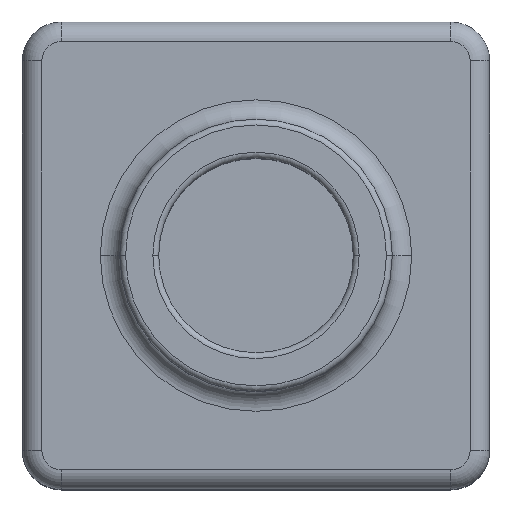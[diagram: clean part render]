
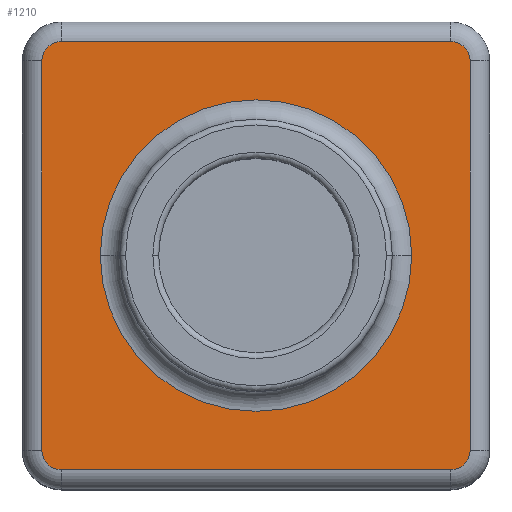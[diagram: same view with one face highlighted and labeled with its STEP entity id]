
A CAD part, top view. The second image highlights one B-rep face of the part: STEP entity #1210.
In plain terms, the highlighted planar face has unit normal (0, 0, 1).
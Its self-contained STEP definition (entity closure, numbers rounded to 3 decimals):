
#7 = VERTEX_POINT ( 'NONE', #2368 ) ;
#24 = ORIENTED_EDGE ( 'NONE', *, *, #1900, .T. ) ;
#26 = EDGE_CURVE ( 'NONE', #1484, #226, #1002, .T. ) ;
#29 = CARTESIAN_POINT ( 'NONE',  ( 10., 115., 50. ) ) ;
#33 = DIRECTION ( 'NONE',  ( 0., 0., 1. ) ) ;
#101 = ORIENTED_EDGE ( 'NONE', *, *, #968, .T. ) ;
#117 = AXIS2_PLACEMENT_3D ( 'NONE', #171, #598, #1878 ) ;
#140 = EDGE_LOOP ( 'NONE', ( #1800, #155, #2109, #405, #1866, #464, #455, #2162 ) ) ;
#155 = ORIENTED_EDGE ( 'NONE', *, *, #231, .T. ) ;
#171 = CARTESIAN_POINT ( 'NONE',  ( 60., 60., 50. ) ) ;
#200 = CIRCLE ( 'NONE', #841, 40. ) ;
#202 = AXIS2_PLACEMENT_3D ( 'NONE', #1757, #33, #224 ) ;
#223 = DIRECTION ( 'NONE',  ( 0., 0., 1. ) ) ;
#224 = DIRECTION ( 'NONE',  ( -1., 0., 0. ) ) ;
#226 = VERTEX_POINT ( 'NONE', #394 ) ;
#228 = EDGE_CURVE ( 'NONE', #7, #1941, #1138, .T. ) ;
#231 = EDGE_CURVE ( 'NONE', #226, #308, #586, .T. ) ;
#235 = CARTESIAN_POINT ( 'NONE',  ( 0., 0., 50. ) ) ;
#308 = VERTEX_POINT ( 'NONE', #1609 ) ;
#316 = CIRCLE ( 'NONE', #202, 5. ) ;
#333 = VECTOR ( 'NONE', #1177, 1000. ) ;
#394 = CARTESIAN_POINT ( 'NONE',  ( 115., 110., 50. ) ) ;
#399 = CARTESIAN_POINT ( 'NONE',  ( 10., 10., 50. ) ) ;
#405 = ORIENTED_EDGE ( 'NONE', *, *, #1200, .T. ) ;
#439 = CARTESIAN_POINT ( 'NONE',  ( 60., 60., 50. ) ) ;
#455 = ORIENTED_EDGE ( 'NONE', *, *, #788, .T. ) ;
#464 = ORIENTED_EDGE ( 'NONE', *, *, #1253, .T. ) ;
#497 = VERTEX_POINT ( 'NONE', #2007 ) ;
#511 = CIRCLE ( 'NONE', #2466, 5. ) ;
#586 = CIRCLE ( 'NONE', #1967, 5. ) ;
#598 = DIRECTION ( 'NONE',  ( 0., 0., -1. ) ) ;
#620 = FACE_BOUND ( 'NONE', #1184, .T. ) ;
#642 = AXIS2_PLACEMENT_3D ( 'NONE', #399, #978, #2043 ) ;
#671 = DIRECTION ( 'NONE',  ( -1., 0., 0. ) ) ;
#756 = CARTESIAN_POINT ( 'NONE',  ( 0., 115., 50. ) ) ;
#788 = EDGE_CURVE ( 'NONE', #497, #1460, #920, .T. ) ;
#827 = DIRECTION ( 'NONE',  ( -1., 0., 0. ) ) ;
#841 = AXIS2_PLACEMENT_3D ( 'NONE', #439, #2454, #1574 ) ;
#859 = DIRECTION ( 'NONE',  ( 0., 1., 0. ) ) ;
#920 = LINE ( 'NONE', #2411, #2204 ) ;
#936 = DIRECTION ( 'NONE',  ( 1., 0., 0. ) ) ;
#963 = CARTESIAN_POINT ( 'NONE',  ( 20., 60., 50. ) ) ;
#968 = EDGE_CURVE ( 'NONE', #2006, #1053, #200, .T. ) ;
#978 = DIRECTION ( 'NONE',  ( 0., 0., 1. ) ) ;
#990 = FACE_OUTER_BOUND ( 'NONE', #140, .T. ) ;
#1002 = LINE ( 'NONE', #1171, #1957 ) ;
#1029 = CARTESIAN_POINT ( 'NONE',  ( 100., 60., 50. ) ) ;
#1053 = VERTEX_POINT ( 'NONE', #963 ) ;
#1138 = LINE ( 'NONE', #1497, #333 ) ;
#1151 = DIRECTION ( 'NONE',  ( -1., 0., 0. ) ) ;
#1171 = CARTESIAN_POINT ( 'NONE',  ( 115., 0., 50. ) ) ;
#1177 = DIRECTION ( 'NONE',  ( 0., -1., 0. ) ) ;
#1184 = EDGE_LOOP ( 'NONE', ( #24, #101 ) ) ;
#1200 = EDGE_CURVE ( 'NONE', #1401, #7, #511, .T. ) ;
#1210 = ADVANCED_FACE ( 'NONE', ( #990, #620 ), #2134, .F. ) ;
#1253 = EDGE_CURVE ( 'NONE', #1941, #497, #1415, .T. ) ;
#1271 = VECTOR ( 'NONE', #1530, 1000. ) ;
#1321 = LINE ( 'NONE', #756, #1271 ) ;
#1352 = CARTESIAN_POINT ( 'NONE',  ( 10., 110., 50. ) ) ;
#1389 = CARTESIAN_POINT ( 'NONE',  ( 5., 10., 50. ) ) ;
#1401 = VERTEX_POINT ( 'NONE', #29 ) ;
#1412 = DIRECTION ( 'NONE',  ( 0., 0., -1. ) ) ;
#1415 = CIRCLE ( 'NONE', #642, 5. ) ;
#1460 = VERTEX_POINT ( 'NONE', #2265 ) ;
#1484 = VERTEX_POINT ( 'NONE', #1534 ) ;
#1497 = CARTESIAN_POINT ( 'NONE',  ( 5., 0., 50. ) ) ;
#1530 = DIRECTION ( 'NONE',  ( -1., 0., 0. ) ) ;
#1534 = CARTESIAN_POINT ( 'NONE',  ( 115., 10., 50. ) ) ;
#1574 = DIRECTION ( 'NONE',  ( -1., 0., 0. ) ) ;
#1609 = CARTESIAN_POINT ( 'NONE',  ( 110., 115., 50. ) ) ;
#1673 = CIRCLE ( 'NONE', #117, 40. ) ;
#1685 = DIRECTION ( 'NONE',  ( 0., 0., 1. ) ) ;
#1757 = CARTESIAN_POINT ( 'NONE',  ( 110., 10., 50. ) ) ;
#1800 = ORIENTED_EDGE ( 'NONE', *, *, #26, .T. ) ;
#1842 = EDGE_CURVE ( 'NONE', #308, #1401, #1321, .T. ) ;
#1866 = ORIENTED_EDGE ( 'NONE', *, *, #228, .T. ) ;
#1878 = DIRECTION ( 'NONE',  ( -1., 0., 0. ) ) ;
#1900 = EDGE_CURVE ( 'NONE', #1053, #2006, #1673, .T. ) ;
#1901 = CARTESIAN_POINT ( 'NONE',  ( 110., 110., 50. ) ) ;
#1941 = VERTEX_POINT ( 'NONE', #1389 ) ;
#1957 = VECTOR ( 'NONE', #859, 1000. ) ;
#1967 = AXIS2_PLACEMENT_3D ( 'NONE', #1901, #1685, #1151 ) ;
#2006 = VERTEX_POINT ( 'NONE', #1029 ) ;
#2007 = CARTESIAN_POINT ( 'NONE',  ( 10., 5., 50. ) ) ;
#2043 = DIRECTION ( 'NONE',  ( -1., 0., 0. ) ) ;
#2109 = ORIENTED_EDGE ( 'NONE', *, *, #1842, .T. ) ;
#2134 = PLANE ( 'NONE',  #2268 ) ;
#2162 = ORIENTED_EDGE ( 'NONE', *, *, #2369, .T. ) ;
#2204 = VECTOR ( 'NONE', #936, 1000. ) ;
#2265 = CARTESIAN_POINT ( 'NONE',  ( 110., 5., 50. ) ) ;
#2268 = AXIS2_PLACEMENT_3D ( 'NONE', #235, #1412, #827 ) ;
#2368 = CARTESIAN_POINT ( 'NONE',  ( 5., 110., 50. ) ) ;
#2369 = EDGE_CURVE ( 'NONE', #1460, #1484, #316, .T. ) ;
#2411 = CARTESIAN_POINT ( 'NONE',  ( 0., 5., 50. ) ) ;
#2454 = DIRECTION ( 'NONE',  ( 0., 0., -1. ) ) ;
#2466 = AXIS2_PLACEMENT_3D ( 'NONE', #1352, #223, #671 ) ;
